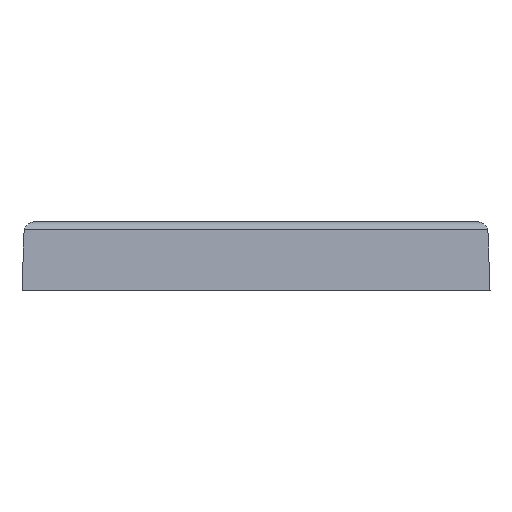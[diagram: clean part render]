
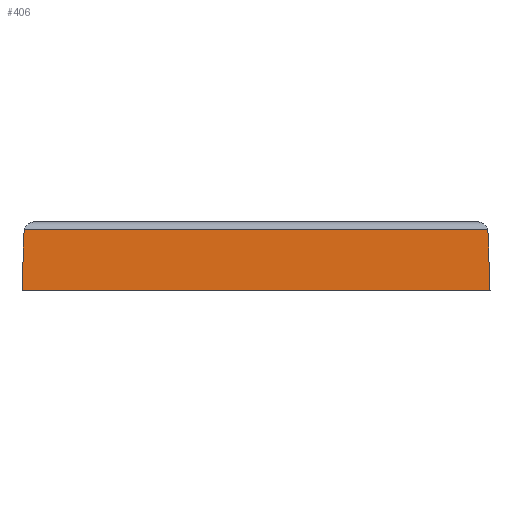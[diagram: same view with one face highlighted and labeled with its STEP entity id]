
A CAD part, left-side view. The second image highlights one B-rep face of the part: STEP entity #406.
In plain terms, the highlighted planar face has unit normal (-0.999, 0, 0.035).
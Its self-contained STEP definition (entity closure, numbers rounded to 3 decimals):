
#38=FACE_OUTER_BOUND('',#63,.T.);
#63=EDGE_LOOP('',(#291,#292,#293,#294));
#89=LINE('',#595,#137);
#100=LINE('',#617,#148);
#101=LINE('',#619,#149);
#102=LINE('',#620,#150);
#137=VECTOR('',#479,10.);
#148=VECTOR('',#496,10.);
#149=VECTOR('',#497,10.);
#150=VECTOR('',#498,10.);
#185=VERTEX_POINT('',#592);
#186=VERTEX_POINT('',#594);
#194=VERTEX_POINT('',#616);
#195=VERTEX_POINT('',#618);
#221=EDGE_CURVE('',#186,#185,#89,.T.);
#232=EDGE_CURVE('',#194,#185,#100,.T.);
#233=EDGE_CURVE('',#194,#195,#101,.T.);
#234=EDGE_CURVE('',#195,#186,#102,.T.);
#291=ORIENTED_EDGE('',*,*,#221,.T.);
#292=ORIENTED_EDGE('',*,*,#232,.F.);
#293=ORIENTED_EDGE('',*,*,#233,.T.);
#294=ORIENTED_EDGE('',*,*,#234,.T.);
#390=PLANE('',#444);
#406=ADVANCED_FACE('',(#38),#390,.T.);
#444=AXIS2_PLACEMENT_3D('',#615,#494,#495);
#479=DIRECTION('',(0.,-1.,0.));
#494=DIRECTION('center_axis',(-0.999,0.,0.035));
#495=DIRECTION('ref_axis',(0.,1.,0.));
#496=DIRECTION('',(-0.035,-0.035,-0.999));
#497=DIRECTION('',(0.,1.,0.));
#498=DIRECTION('',(-0.035,0.035,-0.999));
#592=CARTESIAN_POINT('',(-5.272,-63.064,-9.75));
#594=CARTESIAN_POINT('',(-5.272,51.106,-9.75));
#595=CARTESIAN_POINT('',(-5.272,22.306,-9.75));
#615=CARTESIAN_POINT('Origin',(-4.757,50.591,5.));
#616=CARTESIAN_POINT('',(-4.757,-62.549,5.));
#617=CARTESIAN_POINT('',(-4.688,-62.48,6.971));
#618=CARTESIAN_POINT('',(-4.757,50.591,5.));
#619=CARTESIAN_POINT('',(-4.757,-62.549,5.));
#620=CARTESIAN_POINT('',(-4.687,50.52,7.015));
